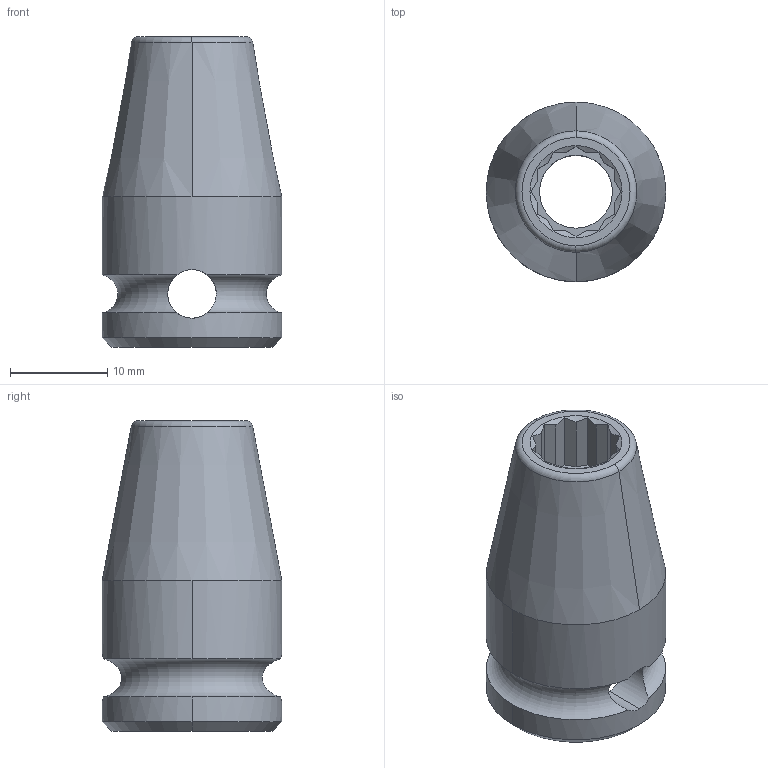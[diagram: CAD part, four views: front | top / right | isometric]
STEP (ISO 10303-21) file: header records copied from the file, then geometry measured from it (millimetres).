
FILE_DESCRIPTION((''),'2;1');
FILE_NAME('4027121608','2023-09-11T14:23:04',('a00565553'),(''),'CREO PARAMETRIC BY PTC INC, 2022414','CREO PARAMETRIC BY PTC INC, 2022414','');
FILE_SCHEMA(('CONFIG_CONTROL_DESIGN','GEOMETRIC_VALIDATION_PROPERTIES_MIM'));
Length unit declared in the file: millimetre
Products named in the file (1): 4027121608
Bounding box: 18.5 x 18.5 x 32 mm (x, y, z)
Volume: 4777.5 mm3; surface area: 2966.4 mm2
Topology: 1 solids, 1 shells, 66 faces, 181 edges, 116 vertices
Faces by surface type: plane 37, cylinder 15, cone 10, torus 4
Entity records: 2404 total; most frequent: CARTESIAN_POINT 666, ORIENTED_EDGE 362, DIRECTION 306, EDGE_CURVE 181, VERTEX_POINT 116, AXIS2_PLACEMENT_3D 110, VECTOR 86, LINE 86
